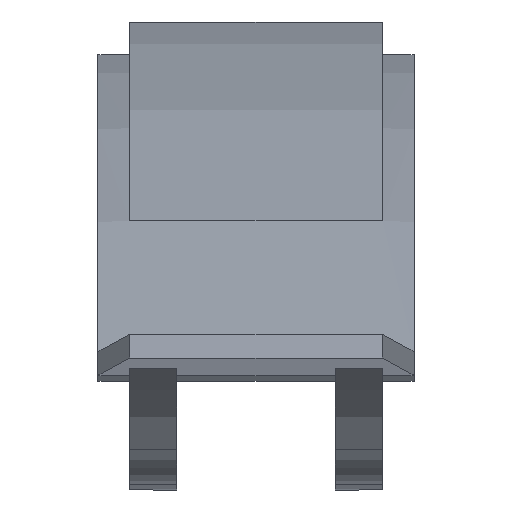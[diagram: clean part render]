
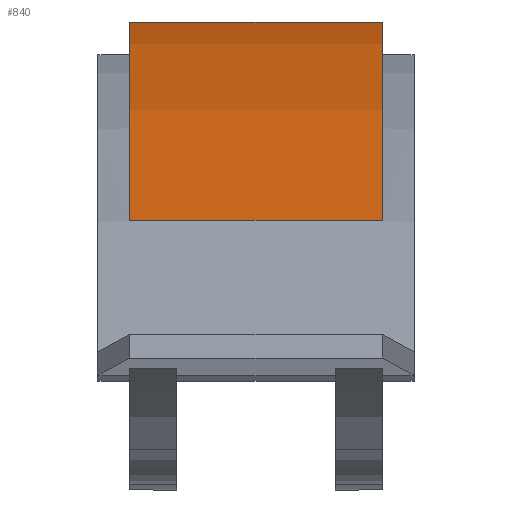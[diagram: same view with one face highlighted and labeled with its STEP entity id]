
A CAD part, top view. The second image highlights one B-rep face of the part: STEP entity #840.
In plain terms, the highlighted cylindrical face has radius 183 mm (diameter 366 mm), a partial arc.
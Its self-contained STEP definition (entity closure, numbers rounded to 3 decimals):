
#5 = EDGE_CURVE ( 'NONE', #697, #796, #69, .T. ) ;
#69 = CIRCLE ( 'NONE', #1251, 183. ) ;
#77 = VERTEX_POINT ( 'NONE', #638 ) ;
#124 = EDGE_CURVE ( 'NONE', #484, #796, #648, .T. ) ;
#134 = VECTOR ( 'NONE', #1401, 1000. ) ;
#160 = CARTESIAN_POINT ( 'NONE',  ( -8., 15.32, 11.645 ) ) ;
#185 = FACE_OUTER_BOUND ( 'NONE', #1091, .T. ) ;
#219 = CARTESIAN_POINT ( 'NONE',  ( 8., 2.651, 78.55 ) ) ;
#338 = DIRECTION ( 'NONE',  ( 1., 0., 0. ) ) ;
#342 = VECTOR ( 'NONE', #396, 1000. ) ;
#372 = ORIENTED_EDGE ( 'NONE', *, *, #124, .F. ) ;
#373 = LINE ( 'NONE', #1532, #134 ) ;
#396 = DIRECTION ( 'NONE',  ( -1., 0., 0. ) ) ;
#446 = ORIENTED_EDGE ( 'NONE', *, *, #5, .T. ) ;
#484 = VERTEX_POINT ( 'NONE', #1368 ) ;
#485 = CYLINDRICAL_SURFACE ( 'NONE', #1845, 183. ) ;
#520 = DIRECTION ( 'NONE',  ( -1., 0., 0. ) ) ;
#637 = EDGE_CURVE ( 'NONE', #77, #484, #1751, .T. ) ;
#638 = CARTESIAN_POINT ( 'NONE',  ( 8., 15.32, 11.645 ) ) ;
#648 = LINE ( 'NONE', #219, #342 ) ;
#665 = ORIENTED_EDGE ( 'NONE', *, *, #637, .F. ) ;
#669 = CARTESIAN_POINT ( 'NONE',  ( 8., -167.68, 11.645 ) ) ;
#697 = VERTEX_POINT ( 'NONE', #160 ) ;
#796 = VERTEX_POINT ( 'NONE', #1610 ) ;
#840 = ADVANCED_FACE ( 'NONE', ( #185 ), #485, .T. ) ;
#917 = DIRECTION ( 'NONE',  ( 0., 0., -1. ) ) ;
#941 = ORIENTED_EDGE ( 'NONE', *, *, #998, .T. ) ;
#977 = CARTESIAN_POINT ( 'NONE',  ( 8., -167.68, 11.645 ) ) ;
#998 = EDGE_CURVE ( 'NONE', #77, #697, #373, .T. ) ;
#1091 = EDGE_LOOP ( 'NONE', ( #941, #446, #372, #665 ) ) ;
#1213 = DIRECTION ( 'NONE',  ( 0., 0., 1. ) ) ;
#1221 = AXIS2_PLACEMENT_3D ( 'NONE', #977, #1391, #1851 ) ;
#1251 = AXIS2_PLACEMENT_3D ( 'NONE', #1350, #338, #917 ) ;
#1350 = CARTESIAN_POINT ( 'NONE',  ( -8., -167.68, 11.645 ) ) ;
#1368 = CARTESIAN_POINT ( 'NONE',  ( 8., 2.651, 78.55 ) ) ;
#1391 = DIRECTION ( 'NONE',  ( 1., 0., 0. ) ) ;
#1401 = DIRECTION ( 'NONE',  ( -1., 0., 0. ) ) ;
#1532 = CARTESIAN_POINT ( 'NONE',  ( 8., 15.32, 11.645 ) ) ;
#1610 = CARTESIAN_POINT ( 'NONE',  ( -8., 2.651, 78.55 ) ) ;
#1751 = CIRCLE ( 'NONE', #1221, 183. ) ;
#1845 = AXIS2_PLACEMENT_3D ( 'NONE', #669, #520, #1213 ) ;
#1851 = DIRECTION ( 'NONE',  ( 0., 0., -1. ) ) ;
